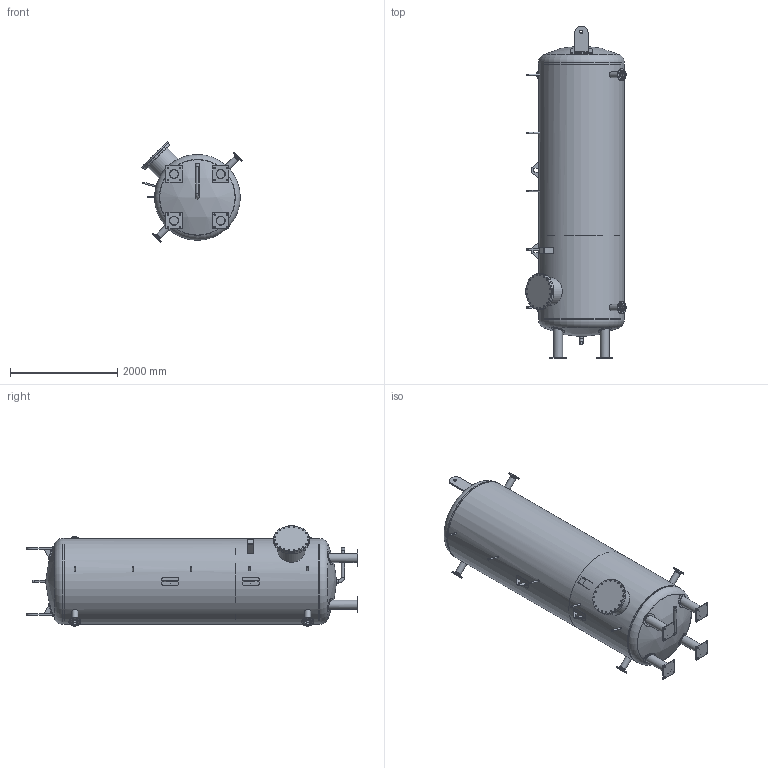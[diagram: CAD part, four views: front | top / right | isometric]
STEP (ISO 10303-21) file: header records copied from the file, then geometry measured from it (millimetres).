
FILE_DESCRIPTION(/* description */ (''),/* implementation_level */ '2;1');
FILE_NAME(/* name */ 'Ø1600_10_6_200_RF_WZ2.stp',/* time_stamp */ '2020-07-06T13:15:20+02:00',/* author */ ('ch'),/* organization */ ('DEHOUST GmbH Heidenau'),/* preprocessor_version */ 'ST-DEVELOPER v17.2',/* originating_system */ 'Autodesk Inventor 2019',/* authorisation */ '');
FILE_SCHEMA (('AUTOMOTIVE_DESIGN { 1 0 10303 214 3 1 1 }'));
Length unit declared in the file: millimetre
Products named in the file (27): 815229; Klöpper_Gew_PL2019-15; Zyl_Ø1600_6x1550-5x3190; TÖB_Puffer_PL2019-12; Dom DN500_1092-1-01_PN10_6x370_2019; DIN EN 10220-1 - 508 x 6,3 - 370; Flansch EN1092-1_01_DN500_PN10; B-Flansch EN1092-1_05_DN500_PN10; Muffe Thermo Iso200; DIN EN 10220-1 - 26,9 x 2,6 - 250; ISO 4145 Fassung M2 1/2; Iso200_Ø2500_13_Alu; Schildbrücke Pu-Iso200; DN100_Ø1600_180°_mB_2019; DIN EN 10220-1 - 114,3 x 4 - 795; DIN 2633 schweißhalsflansch Typ C Serie 1 (ISO) - PN 16 100 x 114.
3; DIN 2605 90 Grad Schenkelrohrtyp 3 114.3 - 3.6S; Entlüftung 1 Iso200_2019; DIN EN 10220-1 - 33,7 x 3,2 - 230; ISO 4145 Fassung M2 1; Fuß_Puffer_PL2019-26; TÖM Ø1600-9 m³; Entleerung 2_ mB_500; DIN EN 10220-1 - 60,3 x 4 - 50; DIN EN 10220-1 - 60,3 x 4 - 500; DIN 2605 90 Grad Schenkelrohrtyp 3 60.3 - 2S; ISO 4144 Fassung S2 2
Assembly tree (39 placements, depth 3):
  815229
    Klöpper_Gew_PL2019-15  x2
    Zyl_Ø1600_6x1550-5x3190
    TÖB_Puffer_PL2019-12  x2
    Dom DN500_1092-1-01_PN10_6x370_2019
      DIN EN 10220-1 - 508 x 6,3 - 370
      Flansch EN1092-1_01_DN500_PN10
      B-Flansch EN1092-1_05_DN500_PN10
    Muffe Thermo Iso200  x5
      DIN EN 10220-1 - 26,9 x 2,6 - 250
      ISO 4145 Fassung M2 1/2
    Iso200_Ø2500_13_Alu
    Schildbrücke Pu-Iso200
    DN100_Ø1600_180°_mB_2019  x4
      DIN EN 10220-1 - 114,3 x 4 - 795
      DIN 2633 schweißhalsflansch Typ C Serie 1 (ISO) - PN 16 100 x 114.
3
      DIN 2605 90 Grad Schenkelrohrtyp 3 114.3 - 3.6S
    Entlüftung 1 Iso200_2019
      DIN EN 10220-1 - 33,7 x 3,2 - 230
      ISO 4145 Fassung M2 1
    Fuß_Puffer_PL2019-26  x4
    TÖM Ø1600-9 m³  x2
    Entleerung 2_ mB_500
      DIN EN 10220-1 - 60,3 x 4 - 50
      DIN EN 10220-1 - 60,3 x 4 - 500
      DIN 2605 90 Grad Schenkelrohrtyp 3 60.3 - 2S
      ISO 4144 Fassung S2 2
Bounding box: 1872.42 x 6188.64 x 1872.42 mm (x, y, z)
Volume: 277891093.1 mm3; surface area: 69953206 mm2
Topology: 58 solids, 58 shells, 451 faces, 1072 edges, 748 vertices
Faces by surface type: cylinder 226, plane 179, torus 22, sphere 20, cone 4
Full cylindrical faces by diameter (mm): 5 x2, 5.8 x4, 18 x32, 18.631 x5, 21.7 x5, 24 x16, 26 x40, 26.4 x5, 26.9 x10, 27.3 x1, 30.291 x1, 33.7 x1, 39.5 x1, 52.3 x2, 56.656 x1, 60 x2, 60.3 x4, 68 x1, 106.3 x4, 107.1 x4, 114.3 x12, 158 x4, 159.3 x4, 168.3 x4, 220 x4, 250 x4, 495.4 x1, 508 x2, 513.5 x1, 670 x2
Entity records: 9990 total; most frequent: CARTESIAN_POINT 2908, DIRECTION 1371, ORIENTED_EDGE 1140, AXIS2_PLACEMENT_3D 572, EDGE_CURVE 570, EDGE_LOOP 403, VERTEX_POINT 395, CIRCLE 275
